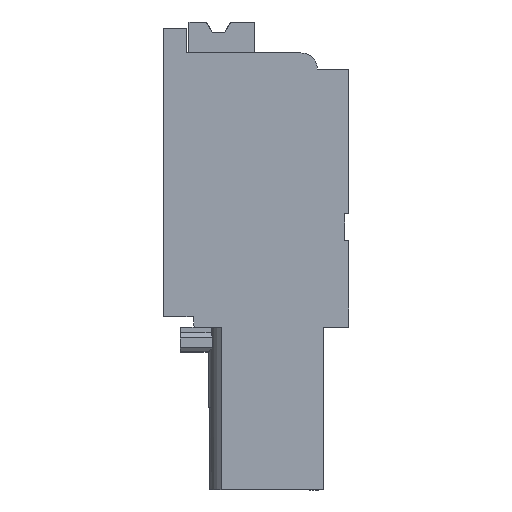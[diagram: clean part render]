
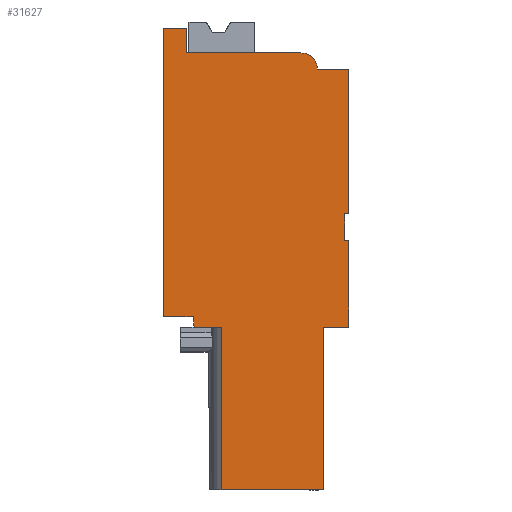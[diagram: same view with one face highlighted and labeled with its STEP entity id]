
A CAD part, left-side view. The second image highlights one B-rep face of the part: STEP entity #31627.
In plain terms, the highlighted planar face has unit normal (-1, 0, 0).
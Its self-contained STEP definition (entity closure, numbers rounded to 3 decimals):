
#6211=AXIS2_PLACEMENT_3D('Circle Axis2P3D',#6209,#6210,$) ;
#31600=AXIS2_PLACEMENT_3D('Plane Axis2P3D',#31597,#31598,#31599) ;
#40=CARTESIAN_POINT('Vertex',(0.,0.,13.4)) ;
#45=CARTESIAN_POINT('Line Origine',(0.,0.1,13.4)) ;
#49=CARTESIAN_POINT('Vertex',(0.,0.2,13.4)) ;
#83=CARTESIAN_POINT('Line Origine',(0.,0.2,12.75)) ;
#87=CARTESIAN_POINT('Vertex',(0.,0.2,12.1)) ;
#107=CARTESIAN_POINT('Line Origine',(0.,0.1,12.1)) ;
#111=CARTESIAN_POINT('Vertex',(0.,0.,12.1)) ;
#138=CARTESIAN_POINT('Line Origine',(0.,0.,10.)) ;
#142=CARTESIAN_POINT('Vertex',(0.,0.,7.9)) ;
#1630=CARTESIAN_POINT('Line Origine',(0.,0.612,7.9)) ;
#1634=CARTESIAN_POINT('Vertex',(0.,1.224,7.9)) ;
#2542=CARTESIAN_POINT('Line Origine',(0.,1.224,3.95)) ;
#2546=CARTESIAN_POINT('Vertex',(0.,1.224,0.)) ;
#4582=CARTESIAN_POINT('Line Origine',(0.,3.706,0.)) ;
#4586=CARTESIAN_POINT('Vertex',(0.,6.187,0.)) ;
#6206=CARTESIAN_POINT('Vertex',(0.,2.325,21.2)) ;
#6209=CARTESIAN_POINT('Axis2P3D Location',(0.,2.325,20.4)) ;
#6213=CARTESIAN_POINT('Vertex',(0.,1.525,20.4)) ;
#6402=CARTESIAN_POINT('Line Origine',(0.,5.087,21.2)) ;
#6406=CARTESIAN_POINT('Vertex',(0.,7.85,21.2)) ;
#8096=CARTESIAN_POINT('Line Origine',(0.,7.85,21.8)) ;
#8100=CARTESIAN_POINT('Vertex',(0.,7.85,22.4)) ;
#8127=CARTESIAN_POINT('Line Origine',(0.,8.425,22.4)) ;
#8131=CARTESIAN_POINT('Vertex',(0.,9.,22.4)) ;
#8158=CARTESIAN_POINT('Line Origine',(0.,9.,15.4)) ;
#8162=CARTESIAN_POINT('Vertex',(0.,9.,8.4)) ;
#8733=CARTESIAN_POINT('Line Origine',(0.,8.272,8.4)) ;
#8737=CARTESIAN_POINT('Vertex',(0.,7.545,8.4)) ;
#9078=CARTESIAN_POINT('Vertex',(0.,7.501,7.9)) ;
#9081=CARTESIAN_POINT('Line Origine',(0.,7.523,8.15)) ;
#9179=CARTESIAN_POINT('Vertex',(0.,6.187,7.9)) ;
#9182=CARTESIAN_POINT('Line Origine',(0.,6.844,7.9)) ;
#26535=CARTESIAN_POINT('Line Origine',(0.,0.762,20.4)) ;
#26539=CARTESIAN_POINT('Vertex',(0.,0.,20.4)) ;
#29917=CARTESIAN_POINT('Line Origine',(0.,6.187,3.95)) ;
#31597=CARTESIAN_POINT('Axis2P3D Location',(0.,0.,0.)) ;
#31602=CARTESIAN_POINT('Line Origine',(0.,0.,16.9)) ;
#46=DIRECTION('Vector Direction',(0.,1.,0.)) ;
#84=DIRECTION('Vector Direction',(0.,0.,1.)) ;
#108=DIRECTION('Vector Direction',(0.,-1.,0.)) ;
#139=DIRECTION('Vector Direction',(0.,0.,1.)) ;
#1631=DIRECTION('Vector Direction',(0.,1.,0.)) ;
#2543=DIRECTION('Vector Direction',(0.,0.,1.)) ;
#4583=DIRECTION('Vector Direction',(0.,-1.,0.)) ;
#6210=DIRECTION('Axis2P3D Direction',(-1.,-0.,0.)) ;
#6403=DIRECTION('Vector Direction',(0.,-1.,0.)) ;
#8097=DIRECTION('Vector Direction',(0.,0.,-1.)) ;
#8128=DIRECTION('Vector Direction',(0.,-1.,0.)) ;
#8159=DIRECTION('Vector Direction',(0.,0.,1.)) ;
#8734=DIRECTION('Vector Direction',(0.,-1.,0.)) ;
#9082=DIRECTION('Vector Direction',(0.,0.087,0.996)) ;
#9183=DIRECTION('Vector Direction',(0.,1.,0.)) ;
#26536=DIRECTION('Vector Direction',(0.,-1.,0.)) ;
#29918=DIRECTION('Vector Direction',(0.,0.,1.)) ;
#31598=DIRECTION('Axis2P3D Direction',(-1.,0.,0.)) ;
#31599=DIRECTION('Axis2P3D XDirection',(0.,0.,1.)) ;
#31603=DIRECTION('Vector Direction',(0.,0.,1.)) ;
#47=VECTOR('Line Direction',#46,1.) ;
#85=VECTOR('Line Direction',#84,1.) ;
#109=VECTOR('Line Direction',#108,1.) ;
#140=VECTOR('Line Direction',#139,1.) ;
#1632=VECTOR('Line Direction',#1631,1.) ;
#2544=VECTOR('Line Direction',#2543,1.) ;
#4584=VECTOR('Line Direction',#4583,1.) ;
#6404=VECTOR('Line Direction',#6403,1.) ;
#8098=VECTOR('Line Direction',#8097,1.) ;
#8129=VECTOR('Line Direction',#8128,1.) ;
#8160=VECTOR('Line Direction',#8159,1.) ;
#8735=VECTOR('Line Direction',#8734,1.) ;
#9083=VECTOR('Line Direction',#9082,1.) ;
#9184=VECTOR('Line Direction',#9183,1.) ;
#26537=VECTOR('Line Direction',#26536,1.) ;
#29919=VECTOR('Line Direction',#29918,1.) ;
#31604=VECTOR('Line Direction',#31603,1.) ;
#31608=ORIENTED_EDGE('',*,*,#31606,.T.) ;
#31609=ORIENTED_EDGE('',*,*,#26541,.T.) ;
#31610=ORIENTED_EDGE('',*,*,#6215,.T.) ;
#31611=ORIENTED_EDGE('',*,*,#6408,.T.) ;
#31612=ORIENTED_EDGE('',*,*,#8102,.T.) ;
#31613=ORIENTED_EDGE('',*,*,#8133,.T.) ;
#31614=ORIENTED_EDGE('',*,*,#8164,.T.) ;
#31615=ORIENTED_EDGE('',*,*,#8739,.T.) ;
#31616=ORIENTED_EDGE('',*,*,#9085,.T.) ;
#31617=ORIENTED_EDGE('',*,*,#9186,.T.) ;
#31618=ORIENTED_EDGE('',*,*,#29921,.F.) ;
#31619=ORIENTED_EDGE('',*,*,#4588,.T.) ;
#31620=ORIENTED_EDGE('',*,*,#2548,.T.) ;
#31621=ORIENTED_EDGE('',*,*,#1636,.T.) ;
#31622=ORIENTED_EDGE('',*,*,#144,.T.) ;
#31623=ORIENTED_EDGE('',*,*,#113,.T.) ;
#31624=ORIENTED_EDGE('',*,*,#89,.T.) ;
#31625=ORIENTED_EDGE('',*,*,#51,.T.) ;
#31627=ADVANCED_FACE('HOUSING',(#31626),#31601,.T.) ;
#6212=CIRCLE('generated circle',#6211,0.8) ;
#51=EDGE_CURVE('',#50,#41,#48,.F.) ;
#89=EDGE_CURVE('',#88,#50,#86,.T.) ;
#113=EDGE_CURVE('',#112,#88,#110,.F.) ;
#144=EDGE_CURVE('',#143,#112,#141,.T.) ;
#1636=EDGE_CURVE('',#1635,#143,#1633,.F.) ;
#2548=EDGE_CURVE('',#2547,#1635,#2545,.T.) ;
#4588=EDGE_CURVE('',#4587,#2547,#4585,.T.) ;
#6215=EDGE_CURVE('',#6214,#6207,#6212,.T.) ;
#6408=EDGE_CURVE('',#6207,#6407,#6405,.F.) ;
#8102=EDGE_CURVE('',#6407,#8101,#8099,.F.) ;
#8133=EDGE_CURVE('',#8101,#8132,#8130,.F.) ;
#8164=EDGE_CURVE('',#8132,#8163,#8161,.F.) ;
#8739=EDGE_CURVE('',#8163,#8738,#8736,.T.) ;
#9085=EDGE_CURVE('',#8738,#9079,#9084,.F.) ;
#9186=EDGE_CURVE('',#9079,#9180,#9185,.F.) ;
#26541=EDGE_CURVE('',#26540,#6214,#26538,.F.) ;
#29921=EDGE_CURVE('',#4587,#9180,#29920,.T.) ;
#31606=EDGE_CURVE('',#41,#26540,#31605,.T.) ;
#31607=EDGE_LOOP('',(#31608,#31609,#31610,#31611,#31612,#31613,#31614,#31615,#31616,#31617,#31618,#31619,#31620,#31621,#31622,#31623,#31624,#31625)) ;
#31626=FACE_OUTER_BOUND('',#31607,.T.) ;
#48=LINE('Line',#45,#47) ;
#86=LINE('Line',#83,#85) ;
#110=LINE('Line',#107,#109) ;
#141=LINE('Line',#138,#140) ;
#1633=LINE('Line',#1630,#1632) ;
#2545=LINE('Line',#2542,#2544) ;
#4585=LINE('Line',#4582,#4584) ;
#6405=LINE('Line',#6402,#6404) ;
#8099=LINE('Line',#8096,#8098) ;
#8130=LINE('Line',#8127,#8129) ;
#8161=LINE('Line',#8158,#8160) ;
#8736=LINE('Line',#8733,#8735) ;
#9084=LINE('Line',#9081,#9083) ;
#9185=LINE('Line',#9182,#9184) ;
#26538=LINE('Line',#26535,#26537) ;
#29920=LINE('Line',#29917,#29919) ;
#31605=LINE('Line',#31602,#31604) ;
#31601=PLANE('',#31600) ;
#41=VERTEX_POINT('',#40) ;
#50=VERTEX_POINT('',#49) ;
#88=VERTEX_POINT('',#87) ;
#112=VERTEX_POINT('',#111) ;
#143=VERTEX_POINT('',#142) ;
#1635=VERTEX_POINT('',#1634) ;
#2547=VERTEX_POINT('',#2546) ;
#4587=VERTEX_POINT('',#4586) ;
#6207=VERTEX_POINT('',#6206) ;
#6214=VERTEX_POINT('',#6213) ;
#6407=VERTEX_POINT('',#6406) ;
#8101=VERTEX_POINT('',#8100) ;
#8132=VERTEX_POINT('',#8131) ;
#8163=VERTEX_POINT('',#8162) ;
#8738=VERTEX_POINT('',#8737) ;
#9079=VERTEX_POINT('',#9078) ;
#9180=VERTEX_POINT('',#9179) ;
#26540=VERTEX_POINT('',#26539) ;
